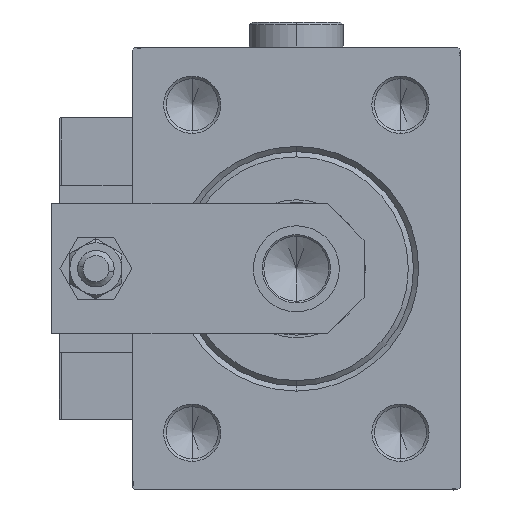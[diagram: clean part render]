
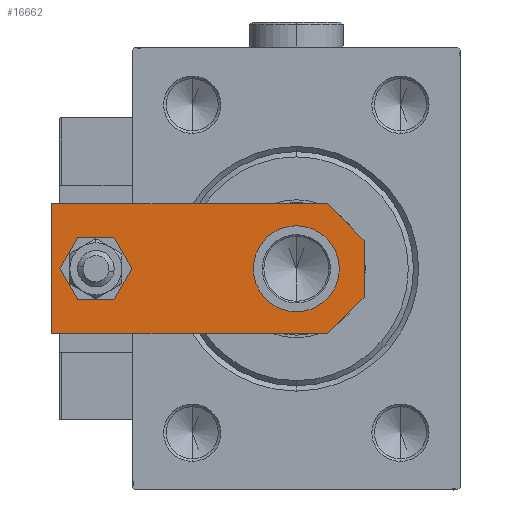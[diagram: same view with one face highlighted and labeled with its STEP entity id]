
A CAD part, left-side view. The second image highlights one B-rep face of the part: STEP entity #16662.
In plain terms, the highlighted face is planar.
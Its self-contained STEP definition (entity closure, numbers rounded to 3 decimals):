
#24 = ORIENTED_EDGE ( 'NONE', *, *, #16060, .T. ) ;
#122 = DIRECTION ( 'NONE',  ( 1., 0., 0. ) ) ;
#243 = VECTOR ( 'NONE', #44393, 1000. ) ;
#733 = VERTEX_POINT ( 'NONE', #43299 ) ;
#1597 = CIRCLE ( 'NONE', #32109, 4. ) ;
#2359 = CARTESIAN_POINT ( 'NONE',  ( -12.5, 60., 6. ) ) ;
#2886 = DIRECTION ( 'NONE',  ( 0., -1., 0. ) ) ;
#3214 = CARTESIAN_POINT ( 'NONE',  ( -8.25, 13., 6. ) ) ;
#3416 = CARTESIAN_POINT ( 'NONE',  ( 0., 0., 6. ) ) ;
#4040 = CARTESIAN_POINT ( 'NONE',  ( 0., 13., 6. ) ) ;
#4395 = CARTESIAN_POINT ( 'NONE',  ( -12.5, 7., 6. ) ) ;
#4697 = CARTESIAN_POINT ( 'NONE',  ( 8.25, 13., 6. ) ) ;
#4707 = LINE ( 'NONE', #52545, #41556 ) ;
#4825 = VERTEX_POINT ( 'NONE', #51604 ) ;
#6389 = AXIS2_PLACEMENT_3D ( 'NONE', #4040, #20249, #36966 ) ;
#7324 = DIRECTION ( 'NONE',  ( 0., 0., 1. ) ) ;
#7409 = FACE_BOUND ( 'NONE', #43552, .T. ) ;
#7692 = CIRCLE ( 'NONE', #34839, 8.25 ) ;
#8121 = CARTESIAN_POINT ( 'NONE',  ( 0., 51.5, 6. ) ) ;
#8444 = CARTESIAN_POINT ( 'NONE',  ( -5.5, 0., 6. ) ) ;
#9188 = EDGE_CURVE ( 'NONE', #30220, #24386, #26781, .T. ) ;
#9945 = ORIENTED_EDGE ( 'NONE', *, *, #15700, .T. ) ;
#11263 = VECTOR ( 'NONE', #38746, 1000. ) ;
#11409 = PLANE ( 'NONE',  #16390 ) ;
#11747 = VERTEX_POINT ( 'NONE', #4697 ) ;
#11928 = EDGE_CURVE ( 'NONE', #11747, #16305, #7692, .T. ) ;
#12098 = VECTOR ( 'NONE', #31696, 1000. ) ;
#12166 = DIRECTION ( 'NONE',  ( 1., 0., 0. ) ) ;
#12850 = VECTOR ( 'NONE', #23984, 1000. ) ;
#13439 = EDGE_CURVE ( 'NONE', #733, #30220, #44182, .T. ) ;
#13775 = EDGE_LOOP ( 'NONE', ( #32327, #29840 ) ) ;
#15003 = ORIENTED_EDGE ( 'NONE', *, *, #22774, .F. ) ;
#15126 = DIRECTION ( 'NONE',  ( 0., 0., 1. ) ) ;
#15523 = CARTESIAN_POINT ( 'NONE',  ( -2.75, -2.75, 6. ) ) ;
#15700 = EDGE_CURVE ( 'NONE', #30560, #32024, #22552, .T. ) ;
#16060 = EDGE_CURVE ( 'NONE', #24386, #45182, #27960, .T. ) ;
#16305 = VERTEX_POINT ( 'NONE', #3214 ) ;
#16317 = ORIENTED_EDGE ( 'NONE', *, *, #34927, .F. ) ;
#16390 = AXIS2_PLACEMENT_3D ( 'NONE', #3416, #15126, #27579 ) ;
#16662 = ADVANCED_FACE ( 'NONE', ( #7409, #23612, #40072 ), #11409, .T. ) ;
#16910 = CARTESIAN_POINT ( 'NONE',  ( 0., 51.5, 6. ) ) ;
#18227 = CARTESIAN_POINT ( 'NONE',  ( 0., 13., 6. ) ) ;
#19120 = CARTESIAN_POINT ( 'NONE',  ( 5.5, 0., 6. ) ) ;
#19451 = VECTOR ( 'NONE', #2886, 1000. ) ;
#19855 = CARTESIAN_POINT ( 'NONE',  ( 4., 51.5, 6. ) ) ;
#20249 = DIRECTION ( 'NONE',  ( 0., 0., 1. ) ) ;
#20790 = ORIENTED_EDGE ( 'NONE', *, *, #40697, .T. ) ;
#21233 = EDGE_CURVE ( 'NONE', #32024, #733, #44918, .T. ) ;
#21598 = ORIENTED_EDGE ( 'NONE', *, *, #21233, .T. ) ;
#21939 = DIRECTION ( 'NONE',  ( 0., 0., 1. ) ) ;
#21966 = EDGE_LOOP ( 'NONE', ( #35199, #24, #20790, #9945, #21598, #45278 ) ) ;
#22552 = LINE ( 'NONE', #34766, #11263 ) ;
#22774 = EDGE_CURVE ( 'NONE', #43439, #4825, #49571, .T. ) ;
#23612 = FACE_OUTER_BOUND ( 'NONE', #21966, .T. ) ;
#23984 = DIRECTION ( 'NONE',  ( -1., 0., 0. ) ) ;
#24386 = VERTEX_POINT ( 'NONE', #4395 ) ;
#26352 = CARTESIAN_POINT ( 'NONE',  ( 12.5, 7., 6. ) ) ;
#26470 = EDGE_CURVE ( 'NONE', #16305, #11747, #29278, .T. ) ;
#26781 = LINE ( 'NONE', #2359, #19451 ) ;
#27579 = DIRECTION ( 'NONE',  ( 1., 0., 0. ) ) ;
#27960 = LINE ( 'NONE', #15523, #12098 ) ;
#28738 = CARTESIAN_POINT ( 'NONE',  ( 12.5, 60., 6. ) ) ;
#29278 = CIRCLE ( 'NONE', #6389, 8.25 ) ;
#29840 = ORIENTED_EDGE ( 'NONE', *, *, #11928, .F. ) ;
#30220 = VERTEX_POINT ( 'NONE', #46043 ) ;
#30560 = VERTEX_POINT ( 'NONE', #19120 ) ;
#31696 = DIRECTION ( 'NONE',  ( 0.707, -0.707, 0. ) ) ;
#32024 = VERTEX_POINT ( 'NONE', #26352 ) ;
#32109 = AXIS2_PLACEMENT_3D ( 'NONE', #16910, #45334, #46386 ) ;
#32327 = ORIENTED_EDGE ( 'NONE', *, *, #26470, .F. ) ;
#34766 = CARTESIAN_POINT ( 'NONE',  ( 2.75, -2.75, 6. ) ) ;
#34839 = AXIS2_PLACEMENT_3D ( 'NONE', #18227, #21939, #50395 ) ;
#34927 = EDGE_CURVE ( 'NONE', #4825, #43439, #1597, .T. ) ;
#35199 = ORIENTED_EDGE ( 'NONE', *, *, #9188, .T. ) ;
#36966 = DIRECTION ( 'NONE',  ( 1., 0., 0. ) ) ;
#38746 = DIRECTION ( 'NONE',  ( 0.707, 0.707, 0. ) ) ;
#40072 = FACE_BOUND ( 'NONE', #13775, .T. ) ;
#40697 = EDGE_CURVE ( 'NONE', #45182, #30560, #4707, .T. ) ;
#41043 = AXIS2_PLACEMENT_3D ( 'NONE', #8121, #7324, #122 ) ;
#41169 = CARTESIAN_POINT ( 'NONE',  ( 12.5, 0., 6. ) ) ;
#41556 = VECTOR ( 'NONE', #12166, 1000. ) ;
#43299 = CARTESIAN_POINT ( 'NONE',  ( 12.5, 60., 6. ) ) ;
#43439 = VERTEX_POINT ( 'NONE', #19855 ) ;
#43552 = EDGE_LOOP ( 'NONE', ( #16317, #15003 ) ) ;
#44182 = LINE ( 'NONE', #28738, #12850 ) ;
#44393 = DIRECTION ( 'NONE',  ( 0., 1., 0. ) ) ;
#44918 = LINE ( 'NONE', #41169, #243 ) ;
#45182 = VERTEX_POINT ( 'NONE', #8444 ) ;
#45278 = ORIENTED_EDGE ( 'NONE', *, *, #13439, .T. ) ;
#45334 = DIRECTION ( 'NONE',  ( 0., 0., 1. ) ) ;
#46043 = CARTESIAN_POINT ( 'NONE',  ( -12.5, 60., 6. ) ) ;
#46386 = DIRECTION ( 'NONE',  ( 1., 0., 0. ) ) ;
#49571 = CIRCLE ( 'NONE', #41043, 4. ) ;
#50395 = DIRECTION ( 'NONE',  ( 1., 0., 0. ) ) ;
#51604 = CARTESIAN_POINT ( 'NONE',  ( -4., 51.5, 6. ) ) ;
#52545 = CARTESIAN_POINT ( 'NONE',  ( -12.5, 0., 6. ) ) ;
